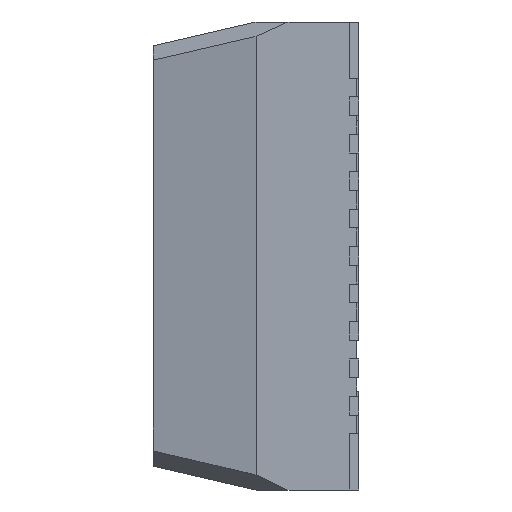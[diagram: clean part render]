
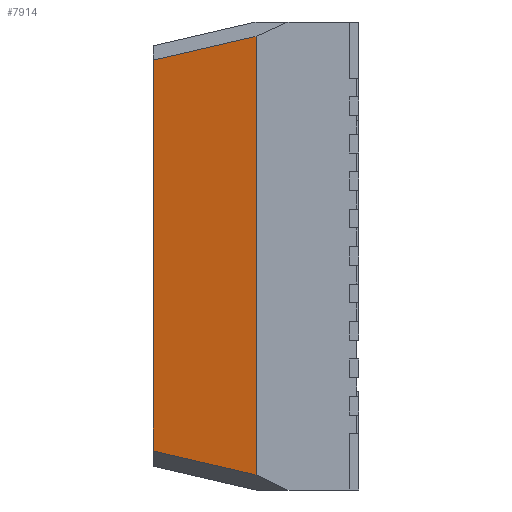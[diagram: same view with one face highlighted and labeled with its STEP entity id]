
A CAD part, left-side view. The second image highlights one B-rep face of the part: STEP entity #7914.
In plain terms, the highlighted planar face has unit normal (-0.974, 0.225, 0).
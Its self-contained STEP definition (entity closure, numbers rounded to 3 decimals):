
#87 = VERTEX_POINT ( 'NONE', #15050 ) ;
#425 = VECTOR ( 'NONE', #9315, 1000. ) ;
#503 = CARTESIAN_POINT ( 'NONE',  ( -4.492, 4.4, -4.168 ) ) ;
#615 = ORIENTED_EDGE ( 'NONE', *, *, #15272, .F. ) ;
#1233 = CARTESIAN_POINT ( 'NONE',  ( -5., 2.2, 4.693 ) ) ;
#1644 = DIRECTION ( 'NONE',  ( 0.219, 0.951, -0.219 ) ) ;
#4901 = ORIENTED_EDGE ( 'NONE', *, *, #9862, .T. ) ;
#5052 = VERTEX_POINT ( 'NONE', #9173 ) ;
#5603 = LINE ( 'NONE', #9538, #425 ) ;
#5839 = DIRECTION ( 'NONE',  ( -0.219, -0.951, -0.219 ) ) ;
#5990 = EDGE_CURVE ( 'NONE', #20371, #5052, #5603, .T. ) ;
#6495 = CARTESIAN_POINT ( 'NONE',  ( -4.492, 4.4, 0. ) ) ;
#7001 = CARTESIAN_POINT ( 'NONE',  ( -4.291, 5.273, 3.983 ) ) ;
#7022 = LINE ( 'NONE', #19111, #21196 ) ;
#7083 = DIRECTION ( 'NONE',  ( 0., 0., -1. ) ) ;
#7914 = ADVANCED_FACE ( 'NONE', ( #16582 ), #17158, .T. ) ;
#9173 = CARTESIAN_POINT ( 'NONE',  ( -5., 2.2, -4.676 ) ) ;
#9315 = DIRECTION ( 'NONE',  ( 0., 0., -1. ) ) ;
#9538 = CARTESIAN_POINT ( 'NONE',  ( -5., 2.2, -5. ) ) ;
#9862 = EDGE_CURVE ( 'NONE', #20371, #87, #17556, .T. ) ;
#10662 = EDGE_CURVE ( 'NONE', #15396, #5052, #20739, .T. ) ;
#11257 = EDGE_LOOP ( 'NONE', ( #14547, #4901, #615, #12560 ) ) ;
#11538 = AXIS2_PLACEMENT_3D ( 'NONE', #6495, #19263, #7083 ) ;
#12434 = DIRECTION ( 'NONE',  ( 0., 0., 1. ) ) ;
#12560 = ORIENTED_EDGE ( 'NONE', *, *, #10662, .T. ) ;
#14547 = ORIENTED_EDGE ( 'NONE', *, *, #5990, .F. ) ;
#14739 = CARTESIAN_POINT ( 'NONE',  ( -4.291, 5.27, -3.967 ) ) ;
#15050 = CARTESIAN_POINT ( 'NONE',  ( -4.492, 4.4, 4.185 ) ) ;
#15272 = EDGE_CURVE ( 'NONE', #15396, #87, #7022, .T. ) ;
#15396 = VERTEX_POINT ( 'NONE', #503 ) ;
#16582 = FACE_OUTER_BOUND ( 'NONE', #11257, .T. ) ;
#17158 = PLANE ( 'NONE',  #11538 ) ;
#17556 = LINE ( 'NONE', #7001, #21061 ) ;
#19111 = CARTESIAN_POINT ( 'NONE',  ( -4.492, 4.4, 5. ) ) ;
#19263 = DIRECTION ( 'NONE',  ( -0.974, 0.225, 0. ) ) ;
#20371 = VERTEX_POINT ( 'NONE', #1233 ) ;
#20460 = VECTOR ( 'NONE', #5839, 1000. ) ;
#20739 = LINE ( 'NONE', #14739, #20460 ) ;
#21061 = VECTOR ( 'NONE', #1644, 1000. ) ;
#21196 = VECTOR ( 'NONE', #12434, 1000. ) ;
